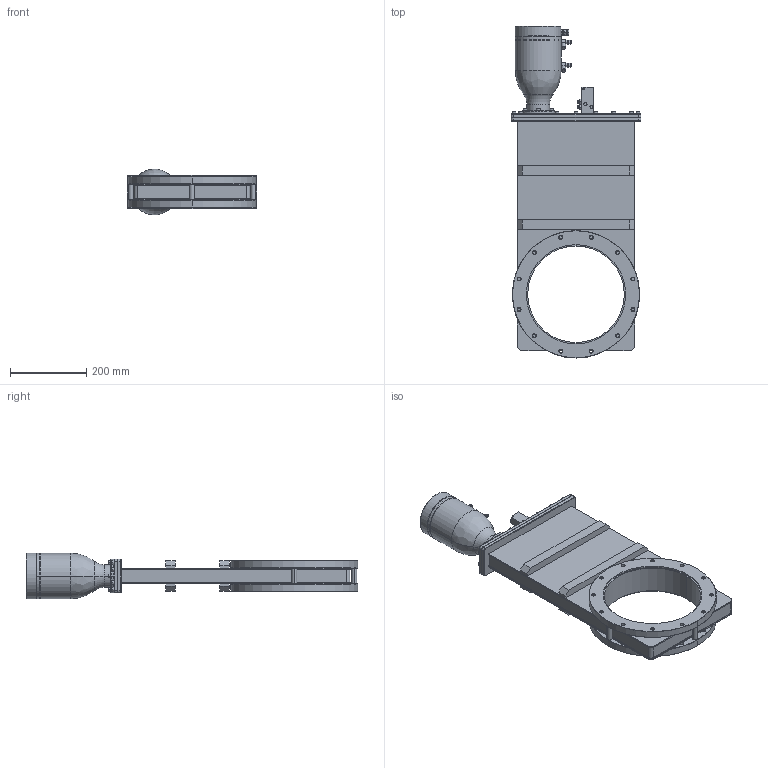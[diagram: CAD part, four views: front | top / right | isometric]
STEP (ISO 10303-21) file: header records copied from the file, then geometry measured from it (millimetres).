
FILE_DESCRIPTION((''),'2;1');
FILE_NAME('11212-1003R','2011-02-09T',('jd'),(''),'PRO/ENGINEER BY PARAMETRIC TECHNOLOGY CORPORATION, 2010280','PRO/ENGINEER BY PARAMETRIC TECHNOLOGY CORPORATION, 2010280','');
FILE_SCHEMA(('CONFIG_CONTROL_DESIGN'));
Length unit declared in the file: inch
Products named in the file (1): 11212-1003R
Bounding box: 341.4 x 872.96 x 120.26 mm (x, y, z)
Volume: 10262194.9 mm3; surface area: 709594.3 mm2
Topology: 1 solids, 27 shells, 911 faces, 2201 edges, 1390 vertices
Faces by surface type: plane 467, cylinder 246, cone 180, torus 16, bspline 2
Entity records: 27251 total; most frequent: CARTESIAN_POINT 5714, DIRECTION 4607, ORIENTED_EDGE 4250, EDGE_CURVE 2201, AXIS2_PLACEMENT_3D 1700, VERTEX_POINT 1390, VECTOR 1207, LINE 1207
